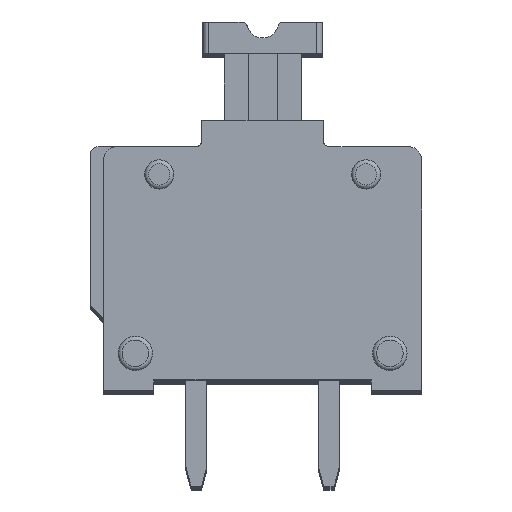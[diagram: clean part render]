
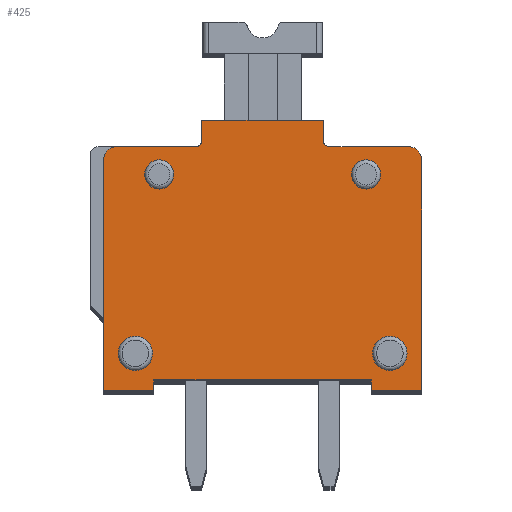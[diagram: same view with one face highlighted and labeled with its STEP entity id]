
A CAD part, top view. The second image highlights one B-rep face of the part: STEP entity #425.
In plain terms, the highlighted planar face has unit normal (0, 0, 1).
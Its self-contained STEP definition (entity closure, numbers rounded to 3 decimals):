
#425 = ADVANCED_FACE( '', ( #825, #826, #827, #828, #829 ), #830, .T. );
#825 = FACE_OUTER_BOUND( '', #1299, .T. );
#826 = FACE_BOUND( '', #1300, .T. );
#827 = FACE_BOUND( '', #1301, .T. );
#828 = FACE_BOUND( '', #1302, .T. );
#829 = FACE_BOUND( '', #1303, .T. );
#830 = PLANE( '', #1304 );
#1299 = EDGE_LOOP( '', ( #1799, #1800, #1801, #1802, #1803, #1804, #1805, #1806, #1807, #1808, #1809, #1810, #1811, #1812, #1813, #1814 ) );
#1300 = EDGE_LOOP( '', ( #1815 ) );
#1301 = EDGE_LOOP( '', ( #1816 ) );
#1302 = EDGE_LOOP( '', ( #1817 ) );
#1303 = EDGE_LOOP( '', ( #1818 ) );
#1304 = AXIS2_PLACEMENT_3D( '', #1819, #1820, #1821 );
#1799 = ORIENTED_EDGE( '', *, *, #3033, .T. );
#1800 = ORIENTED_EDGE( '', *, *, #3034, .T. );
#1801 = ORIENTED_EDGE( '', *, *, #3035, .F. );
#1802 = ORIENTED_EDGE( '', *, *, #3036, .F. );
#1803 = ORIENTED_EDGE( '', *, *, #3037, .F. );
#1804 = ORIENTED_EDGE( '', *, *, #3038, .T. );
#1805 = ORIENTED_EDGE( '', *, *, #3000, .F. );
#1806 = ORIENTED_EDGE( '', *, *, #3039, .F. );
#1807 = ORIENTED_EDGE( '', *, *, #3040, .T. );
#1808 = ORIENTED_EDGE( '', *, *, #3041, .T. );
#1809 = ORIENTED_EDGE( '', *, *, #3042, .T. );
#1810 = ORIENTED_EDGE( '', *, *, #3043, .T. );
#1811 = ORIENTED_EDGE( '', *, *, #3044, .T. );
#1812 = ORIENTED_EDGE( '', *, *, #3045, .F. );
#1813 = ORIENTED_EDGE( '', *, *, #3046, .T. );
#1814 = ORIENTED_EDGE( '', *, *, #3047, .F. );
#1815 = ORIENTED_EDGE( '', *, *, #3048, .F. );
#1816 = ORIENTED_EDGE( '', *, *, #2991, .F. );
#1817 = ORIENTED_EDGE( '', *, *, #3049, .F. );
#1818 = ORIENTED_EDGE( '', *, *, #3050, .F. );
#1819 = CARTESIAN_POINT( '', ( 5.954, 7.756, 3. ) );
#1820 = DIRECTION( '', ( 0., 0., 1. ) );
#1821 = DIRECTION( '', ( 1., 0., 0. ) );
#2991 = EDGE_CURVE( '', #3472, #3472, #3473, .T. );
#3000 = EDGE_CURVE( '', #3487, #3489, #3490, .T. );
#3033 = EDGE_CURVE( '', #3551, #3552, #3553, .T. );
#3034 = EDGE_CURVE( '', #3552, #3554, #3555, .T. );
#3035 = EDGE_CURVE( '', #3556, #3554, #3557, .T. );
#3036 = EDGE_CURVE( '', #3558, #3556, #3559, .T. );
#3037 = EDGE_CURVE( '', #3560, #3558, #3561, .T. );
#3038 = EDGE_CURVE( '', #3560, #3489, #3562, .T. );
#3039 = EDGE_CURVE( '', #3563, #3487, #3564, .T. );
#3040 = EDGE_CURVE( '', #3563, #3565, #3566, .T. );
#3041 = EDGE_CURVE( '', #3565, #3567, #3568, .T. );
#3042 = EDGE_CURVE( '', #3567, #3569, #3570, .T. );
#3043 = EDGE_CURVE( '', #3569, #3571, #3572, .T. );
#3044 = EDGE_CURVE( '', #3571, #3573, #3574, .T. );
#3045 = EDGE_CURVE( '', #3575, #3573, #3576, .T. );
#3046 = EDGE_CURVE( '', #3575, #3577, #3578, .T. );
#3047 = EDGE_CURVE( '', #3551, #3577, #3579, .T. );
#3048 = EDGE_CURVE( '', #3580, #3580, #3581, .T. );
#3049 = EDGE_CURVE( '', #3582, #3582, #3583, .T. );
#3050 = EDGE_CURVE( '', #3584, #3584, #3585, .T. );
#3472 = VERTEX_POINT( '', #4183 );
#3473 = CIRCLE( '', #4184, 0.55 );
#3487 = VERTEX_POINT( '', #4203 );
#3489 = VERTEX_POINT( '', #4206 );
#3490 = LINE( '', #4207, #4208 );
#3551 = VERTEX_POINT( '', #4291 );
#3552 = VERTEX_POINT( '', #4292 );
#3553 = LINE( '', #4293, #4294 );
#3554 = VERTEX_POINT( '', #4295 );
#3555 = LINE( '', #4296, #4297 );
#3556 = VERTEX_POINT( '', #4298 );
#3557 = LINE( '', #4299, #4300 );
#3558 = VERTEX_POINT( '', #4301 );
#3559 = LINE( '', #4302, #4303 );
#3560 = VERTEX_POINT( '', #4304 );
#3561 = LINE( '', #4305, #4306 );
#3562 = LINE( '', #4307, #4308 );
#3563 = VERTEX_POINT( '', #4309 );
#3564 = CIRCLE( '', #4310, 0.5 );
#3565 = VERTEX_POINT( '', #4311 );
#3566 = LINE( '', #4312, #4313 );
#3567 = VERTEX_POINT( '', #4314 );
#3568 = CIRCLE( '', #4315, 0.2 );
#3569 = VERTEX_POINT( '', #4316 );
#3570 = LINE( '', #4317, #4318 );
#3571 = VERTEX_POINT( '', #4319 );
#3572 = LINE( '', #4320, #4321 );
#3573 = VERTEX_POINT( '', #4322 );
#3574 = LINE( '', #4323, #4324 );
#3575 = VERTEX_POINT( '', #4325 );
#3576 = CIRCLE( '', #4326, 0.2 );
#3577 = VERTEX_POINT( '', #4327 );
#3578 = LINE( '', #4328, #4329 );
#3579 = CIRCLE( '', #4330, 0.5 );
#3580 = VERTEX_POINT( '', #4331 );
#3581 = CIRCLE( '', #4332, 0.65 );
#3582 = VERTEX_POINT( '', #4333 );
#3583 = CIRCLE( '', #4334, 0.65 );
#3584 = VERTEX_POINT( '', #4335 );
#3585 = CIRCLE( '', #4336, 0.55 );
#4183 = CARTESIAN_POINT( '', ( 2.65, 8.15, 3. ) );
#4184 = AXIS2_PLACEMENT_3D( '', #5203, #5204, #5205 );
#4203 = CARTESIAN_POINT( '', ( 12., 8.7, 3. ) );
#4206 = CARTESIAN_POINT( '', ( 12., 0., 3. ) );
#4207 = CARTESIAN_POINT( '', ( 12., 7.285, 3. ) );
#4208 = VECTOR( '', #5212, 1000. );
#4291 = CARTESIAN_POINT( '', ( 0., 8.7, 3. ) );
#4292 = CARTESIAN_POINT( '', ( 0., 0., 3. ) );
#4293 = CARTESIAN_POINT( '', ( 0., 7.285, 3. ) );
#4294 = VECTOR( '', #5259, 1000. );
#4295 = CARTESIAN_POINT( '', ( 1.9, 0., 3. ) );
#4296 = CARTESIAN_POINT( '', ( 7.771, 0., 3. ) );
#4297 = VECTOR( '', #5260, 1000. );
#4298 = CARTESIAN_POINT( '', ( 1.9, 0.4, 3. ) );
#4299 = CARTESIAN_POINT( '', ( 1.9, 7.285, 3. ) );
#4300 = VECTOR( '', #5261, 1000. );
#4301 = CARTESIAN_POINT( '', ( 10.1, 0.4, 3. ) );
#4302 = CARTESIAN_POINT( '', ( 7.771, 0.4, 3. ) );
#4303 = VECTOR( '', #5262, 1000. );
#4304 = CARTESIAN_POINT( '', ( 10.1, 0., 3. ) );
#4305 = CARTESIAN_POINT( '', ( 10.1, 7.285, 3. ) );
#4306 = VECTOR( '', #5263, 1000. );
#4307 = CARTESIAN_POINT( '', ( 7.771, 0., 3. ) );
#4308 = VECTOR( '', #5264, 1000. );
#4309 = CARTESIAN_POINT( '', ( 11.5, 9.2, 3. ) );
#4310 = AXIS2_PLACEMENT_3D( '', #5265, #5266, #5267 );
#4311 = CARTESIAN_POINT( '', ( 8.5, 9.2, 3. ) );
#4312 = CARTESIAN_POINT( '', ( 7.771, 9.2, 3. ) );
#4313 = VECTOR( '', #5268, 1000. );
#4314 = CARTESIAN_POINT( '', ( 8.3, 9.4, 3. ) );
#4315 = AXIS2_PLACEMENT_3D( '', #5269, #5270, #5271 );
#4316 = CARTESIAN_POINT( '', ( 8.3, 10.2, 3. ) );
#4317 = CARTESIAN_POINT( '', ( 8.3, 7.285, 3. ) );
#4318 = VECTOR( '', #5272, 1000. );
#4319 = CARTESIAN_POINT( '', ( 3.7, 10.2, 3. ) );
#4320 = CARTESIAN_POINT( '', ( 7.771, 10.2, 3. ) );
#4321 = VECTOR( '', #5273, 1000. );
#4322 = CARTESIAN_POINT( '', ( 3.7, 9.4, 3. ) );
#4323 = CARTESIAN_POINT( '', ( 3.7, 7.285, 3. ) );
#4324 = VECTOR( '', #5274, 1000. );
#4325 = CARTESIAN_POINT( '', ( 3.5, 9.2, 3. ) );
#4326 = AXIS2_PLACEMENT_3D( '', #5275, #5276, #5277 );
#4327 = CARTESIAN_POINT( '', ( 0.5, 9.2, 3. ) );
#4328 = CARTESIAN_POINT( '', ( 7.771, 9.2, 3. ) );
#4329 = VECTOR( '', #5278, 1000. );
#4330 = AXIS2_PLACEMENT_3D( '', #5279, #5280, #5281 );
#4331 = CARTESIAN_POINT( '', ( 11.45, 1.4, 3. ) );
#4332 = AXIS2_PLACEMENT_3D( '', #5282, #5283, #5284 );
#4333 = CARTESIAN_POINT( '', ( 1.85, 1.4, 3. ) );
#4334 = AXIS2_PLACEMENT_3D( '', #5285, #5286, #5287 );
#4335 = CARTESIAN_POINT( '', ( 10.45, 8.15, 3. ) );
#4336 = AXIS2_PLACEMENT_3D( '', #5288, #5289, #5290 );
#5203 = CARTESIAN_POINT( '', ( 2.1, 8.15, 3. ) );
#5204 = DIRECTION( '', ( 0., 0., 1. ) );
#5205 = DIRECTION( '', ( 1., 0., 0. ) );
#5212 = DIRECTION( '', ( 0., -1., 0. ) );
#5259 = DIRECTION( '', ( 0., -1., 0. ) );
#5260 = DIRECTION( '', ( 1., 0., 0. ) );
#5261 = DIRECTION( '', ( 0., -1., 0. ) );
#5262 = DIRECTION( '', ( -1., 0., 0. ) );
#5263 = DIRECTION( '', ( 0., 1., 0. ) );
#5264 = DIRECTION( '', ( 1., 0., 0. ) );
#5265 = CARTESIAN_POINT( '', ( 11.5, 8.7, 3. ) );
#5266 = DIRECTION( '', ( 0., 0., -1. ) );
#5267 = DIRECTION( '', ( -1., 0., 0. ) );
#5268 = DIRECTION( '', ( -1., 0., 0. ) );
#5269 = CARTESIAN_POINT( '', ( 8.5, 9.4, 3. ) );
#5270 = DIRECTION( '', ( 0., 0., -1. ) );
#5271 = DIRECTION( '', ( -1., 0., 0. ) );
#5272 = DIRECTION( '', ( 0., 1., 0. ) );
#5273 = DIRECTION( '', ( -1., 0., 0. ) );
#5274 = DIRECTION( '', ( 0., -1., 0. ) );
#5275 = CARTESIAN_POINT( '', ( 3.5, 9.4, 3. ) );
#5276 = DIRECTION( '', ( 0., 0., 1. ) );
#5277 = DIRECTION( '', ( 1., 0., 0. ) );
#5278 = DIRECTION( '', ( -1., 0., 0. ) );
#5279 = CARTESIAN_POINT( '', ( 0.5, 8.7, 3. ) );
#5280 = DIRECTION( '', ( 0., 0., -1. ) );
#5281 = DIRECTION( '', ( -1., 0., 0. ) );
#5282 = CARTESIAN_POINT( '', ( 10.8, 1.4, 3. ) );
#5283 = DIRECTION( '', ( 0., 0., 1. ) );
#5284 = DIRECTION( '', ( 1., 0., 0. ) );
#5285 = CARTESIAN_POINT( '', ( 1.2, 1.4, 3. ) );
#5286 = DIRECTION( '', ( 0., 0., 1. ) );
#5287 = DIRECTION( '', ( 1., 0., 0. ) );
#5288 = CARTESIAN_POINT( '', ( 9.9, 8.15, 3. ) );
#5289 = DIRECTION( '', ( 0., 0., 1. ) );
#5290 = DIRECTION( '', ( 1., 0., 0. ) );
